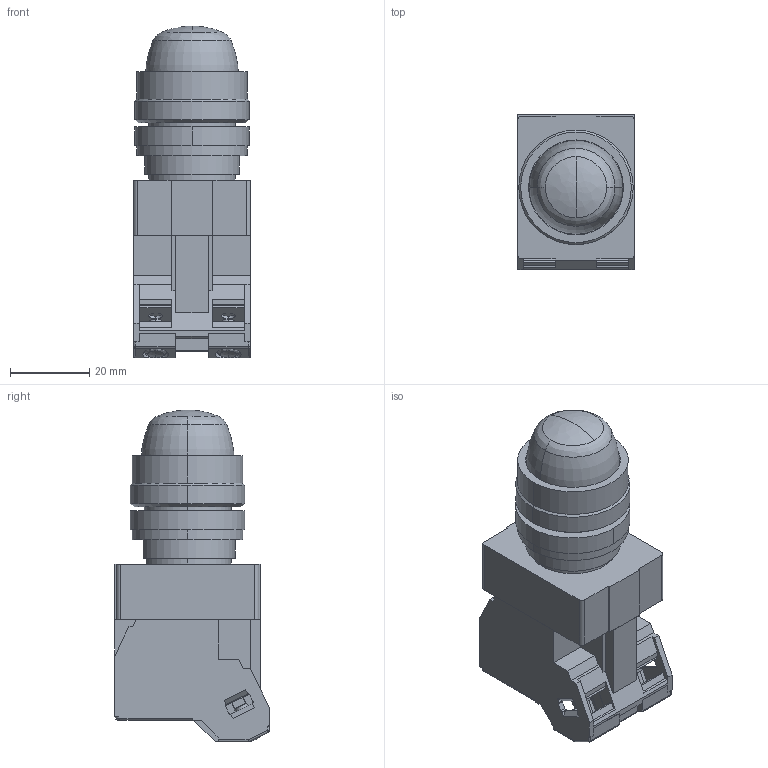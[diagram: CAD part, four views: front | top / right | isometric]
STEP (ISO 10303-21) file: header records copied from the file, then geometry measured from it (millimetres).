
FILE_DESCRIPTION (( 'STEP AP214' ), '1' );
FILE_NAME ('19_APW2##6D$.STEP', '2021-01-15T07:56:00', ( 'IDEC' ), ( 'IDEC' ), 'SwSTEP 2.0', 'SolidWorks 2019', '' );
FILE_SCHEMA (( 'AUTOMOTIVE_DESIGN' ));
Length unit declared in the file: millimetre
Products named in the file (6): TW-ADJUSTMENT-RING; TW-ROUND-LENS; HW-T#6; TW-RING; 19_APW2##6D$; TW-BODY
Assembly tree (5 placements, depth 2):
  19_APW2##6D$
    TW-BODY
    TW-ROUND-LENS
    TW-RING
    TW-ADJUSTMENT-RING
    HW-T#6
Bounding box: 29.6 x 39.2 x 84 mm (x, y, z)
Volume: 58549 mm3; surface area: 19010.5 mm2
Topology: 5 solids, 7 shells, 337 faces, 932 edges, 609 vertices
Faces by surface type: plane 226, cylinder 85, bspline 12, cone 8, sphere 4, torus 2
Entity records: 11256 total; most frequent: CARTESIAN_POINT 2378, ORIENTED_EDGE 1856, DIRECTION 1741, EDGE_CURVE 928, VECTOR 687, LINE 687, VERTEX_POINT 609, AXIS2_PLACEMENT_3D 527
